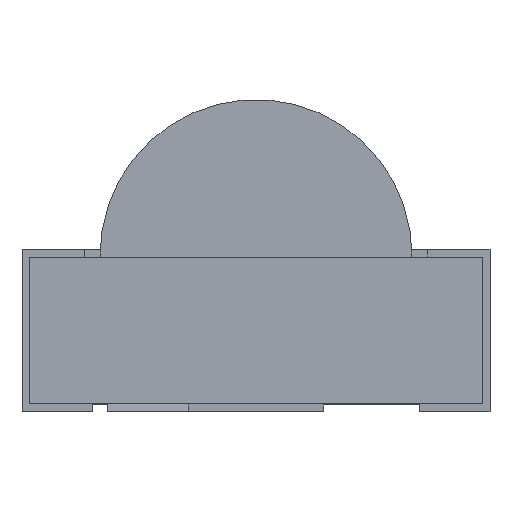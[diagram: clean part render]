
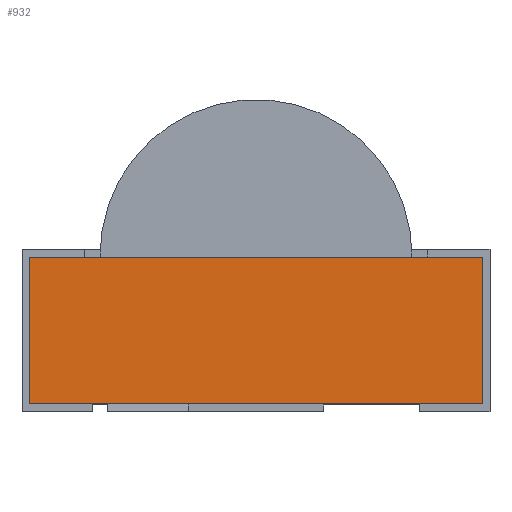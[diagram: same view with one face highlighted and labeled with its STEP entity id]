
A CAD part, top view. The second image highlights one B-rep face of the part: STEP entity #932.
In plain terms, the highlighted planar face has unit normal (0, 0, 1).
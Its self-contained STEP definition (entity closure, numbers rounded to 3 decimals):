
#143=LINE('',#1542,#256);
#147=LINE('',#1550,#260);
#150=LINE('',#1556,#263);
#152=LINE('',#1559,#265);
#256=VECTOR('',#1276,1000.);
#260=VECTOR('',#1282,1000.);
#263=VECTOR('',#1287,1000.);
#265=VECTOR('',#1291,1000.);
#496=ORIENTED_EDGE('',*,*,#623,.T.);
#497=ORIENTED_EDGE('',*,*,#627,.T.);
#498=ORIENTED_EDGE('',*,*,#630,.T.);
#499=ORIENTED_EDGE('',*,*,#632,.T.);
#623=EDGE_CURVE('',#712,#711,#143,.T.);
#627=EDGE_CURVE('',#711,#714,#147,.T.);
#630=EDGE_CURVE('',#714,#716,#150,.T.);
#632=EDGE_CURVE('',#716,#712,#152,.T.);
#711=VERTEX_POINT('',#1541);
#712=VERTEX_POINT('',#1543);
#714=VERTEX_POINT('',#1549);
#716=VERTEX_POINT('',#1555);
#778=EDGE_LOOP('',(#496,#497,#498,#499));
#831=FACE_BOUND('',#778,.T.);
#880=PLANE('',#1059);
#932=ADVANCED_FACE('',(#831),#880,.T.);
#1059=AXIS2_PLACEMENT_3D('',#1560,#1292,#1293);
#1276=DIRECTION('',(0.,-1.,0.));
#1282=DIRECTION('',(1.,0.,0.));
#1287=DIRECTION('',(0.,1.,0.));
#1291=DIRECTION('',(-1.,0.,0.));
#1292=DIRECTION('',(0.,0.,1.));
#1293=DIRECTION('',(1.,0.,0.));
#1541=CARTESIAN_POINT('',(-1.45,0.05,0.5));
#1542=CARTESIAN_POINT('',(-1.45,0.99,0.5));
#1543=CARTESIAN_POINT('',(-1.45,0.99,0.5));
#1549=CARTESIAN_POINT('',(1.45,0.05,0.5));
#1550=CARTESIAN_POINT('',(-1.45,0.05,0.5));
#1555=CARTESIAN_POINT('',(1.45,0.99,0.5));
#1556=CARTESIAN_POINT('',(1.45,0.05,0.5));
#1559=CARTESIAN_POINT('',(1.45,0.99,0.5));
#1560=CARTESIAN_POINT('',(0.,0.,0.5));
